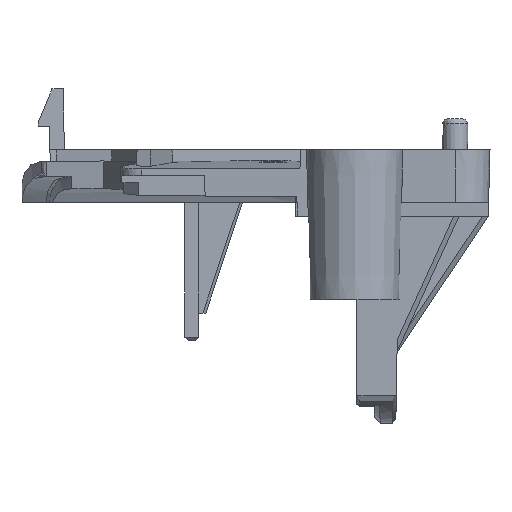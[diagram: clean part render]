
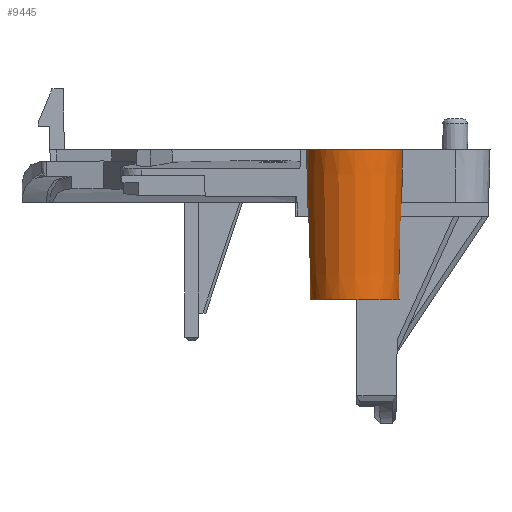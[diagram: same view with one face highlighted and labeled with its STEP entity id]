
A CAD part, left-side view. The second image highlights one B-rep face of the part: STEP entity #9445.
In plain terms, the highlighted conical face has half-angle 1.5 degrees and reference radius 3.202 mm.
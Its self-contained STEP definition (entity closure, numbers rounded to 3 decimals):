
#88=CONICAL_SURFACE('',#10103,3.202,0.026);
#495=(
BOUNDED_CURVE()
B_SPLINE_CURVE(2,(#19023,#19024,#19025),.UNSPECIFIED.,.F.,.F.)
B_SPLINE_CURVE_WITH_KNOTS((3,3),(4.366,4.83),
 .UNSPECIFIED.)
CURVE()
GEOMETRIC_REPRESENTATION_ITEM()
RATIONAL_B_SPLINE_CURVE((1.,1.,1.))
REPRESENTATION_ITEM('')
);
#496=(
BOUNDED_CURVE()
B_SPLINE_CURVE(2,(#19030,#19031,#19032),.UNSPECIFIED.,.F.,.F.)
B_SPLINE_CURVE_WITH_KNOTS((3,3),(2.584,2.672),
 .UNSPECIFIED.)
CURVE()
GEOMETRIC_REPRESENTATION_ITEM()
RATIONAL_B_SPLINE_CURVE((1.,1.,1.))
REPRESENTATION_ITEM('')
);
#634=CIRCLE('',#9677,3.36);
#738=CIRCLE('',#10104,3.486);
#739=CIRCLE('',#10105,3.387);
#740=CIRCLE('',#10106,3.486);
#741=CIRCLE('',#10107,3.202);
#1090=FACE_OUTER_BOUND('',#1600,.T.);
#1600=EDGE_LOOP('',(#8067,#8068,#8069,#8070,#8071,#8072,#8073,#8074,#8075,
#8076));
#2658=LINE('',#19036,#3611);
#2659=LINE('',#19039,#3612);
#3611=VECTOR('',#11957,10.);
#3612=VECTOR('',#11960,3.327);
#4030=VERTEX_POINT('',#15383);
#4031=VERTEX_POINT('',#15385);
#4614=VERTEX_POINT('',#19021);
#4615=VERTEX_POINT('',#19027);
#4616=VERTEX_POINT('',#19029);
#4617=VERTEX_POINT('',#19033);
#4618=VERTEX_POINT('',#19035);
#4619=VERTEX_POINT('',#19038);
#4995=EDGE_CURVE('',#4031,#4030,#634,.F.);
#5873=EDGE_CURVE('',#4614,#4031,#495,.F.);
#5874=EDGE_CURVE('',#4614,#4615,#738,.F.);
#5875=EDGE_CURVE('',#4030,#4616,#496,.F.);
#5876=EDGE_CURVE('',#4617,#4616,#739,.F.);
#5877=EDGE_CURVE('',#4618,#4617,#2658,.T.);
#5878=EDGE_CURVE('',#4615,#4618,#740,.F.);
#5879=EDGE_CURVE('',#4615,#4619,#2659,.T.);
#5880=EDGE_CURVE('',#4619,#4619,#741,.T.);
#8067=ORIENTED_EDGE('',*,*,#5874,.F.);
#8068=ORIENTED_EDGE('',*,*,#5873,.T.);
#8069=ORIENTED_EDGE('',*,*,#4995,.T.);
#8070=ORIENTED_EDGE('',*,*,#5875,.T.);
#8071=ORIENTED_EDGE('',*,*,#5876,.F.);
#8072=ORIENTED_EDGE('',*,*,#5877,.F.);
#8073=ORIENTED_EDGE('',*,*,#5878,.F.);
#8074=ORIENTED_EDGE('',*,*,#5879,.T.);
#8075=ORIENTED_EDGE('',*,*,#5880,.F.);
#8076=ORIENTED_EDGE('',*,*,#5879,.F.);
#9445=ADVANCED_FACE('',(#1090),#88,.T.);
#9677=AXIS2_PLACEMENT_3D('',#15386,#10495,#10496);
#10103=AXIS2_PLACEMENT_3D('',#19026,#11951,#11952);
#10104=AXIS2_PLACEMENT_3D('',#19028,#11953,#11954);
#10105=AXIS2_PLACEMENT_3D('',#19034,#11955,#11956);
#10106=AXIS2_PLACEMENT_3D('',#19037,#11958,#11959);
#10107=AXIS2_PLACEMENT_3D('',#19040,#11961,#11962);
#10495=DIRECTION('center_axis',(0.,0.,1.));
#10496=DIRECTION('ref_axis',(1.,0.,0.));
#11951=DIRECTION('center_axis',(0.,0.,1.));
#11952=DIRECTION('ref_axis',(1.,0.,0.));
#11953=DIRECTION('center_axis',(0.,0.,-1.));
#11954=DIRECTION('ref_axis',(1.,0.,0.));
#11955=DIRECTION('center_axis',(0.,0.,-1.));
#11956=DIRECTION('ref_axis',(1.,0.,0.));
#11957=DIRECTION('',(0.,0.026,-1.));
#11958=DIRECTION('center_axis',(0.,0.,-1.));
#11959=DIRECTION('ref_axis',(1.,0.,0.));
#11960=DIRECTION('',(0.026,0.,-1.));
#11961=DIRECTION('center_axis',(0.,0.,-1.));
#11962=DIRECTION('ref_axis',(1.,0.,0.));
#15383=CARTESIAN_POINT('',(-56.145,6.8,-5.62));
#15385=CARTESIAN_POINT('',(-59.407,9.61,-5.62));
#15386=CARTESIAN_POINT('Origin',(-59.46,6.25,-5.62));
#19021=CARTESIAN_POINT('',(-59.406,9.736,-0.82));
#19023=CARTESIAN_POINT('Ctrl Pts',(-59.407,9.61,-5.62));
#19024=CARTESIAN_POINT('Ctrl Pts',(-59.406,9.672,-3.242));
#19025=CARTESIAN_POINT('Ctrl Pts',(-59.406,9.736,-0.82));
#19026=CARTESIAN_POINT('Origin',(-59.46,6.25,-11.667));
#19027=CARTESIAN_POINT('',(-62.946,6.25,-0.82));
#19028=CARTESIAN_POINT('Origin',(-59.46,6.25,-0.82));
#19029=CARTESIAN_POINT('',(-56.114,6.774,-4.62));
#19030=CARTESIAN_POINT('Ctrl Pts',(-56.114,6.774,-4.62));
#19031=CARTESIAN_POINT('Ctrl Pts',(-56.13,6.787,-5.122));
#19032=CARTESIAN_POINT('Ctrl Pts',(-56.145,6.8,-5.62));
#19033=CARTESIAN_POINT('',(-59.46,2.863,-4.62));
#19034=CARTESIAN_POINT('Origin',(-59.46,6.25,-4.62));
#19035=CARTESIAN_POINT('',(-59.46,2.764,-0.82));
#19036=CARTESIAN_POINT('',(-59.46,3.048,-11.667));
#19037=CARTESIAN_POINT('Origin',(-59.46,6.25,-0.82));
#19038=CARTESIAN_POINT('',(-62.662,6.25,-11.67));
#19039=CARTESIAN_POINT('',(-62.662,6.25,-11.667));
#19040=CARTESIAN_POINT('Origin',(-59.46,6.25,-11.67));
